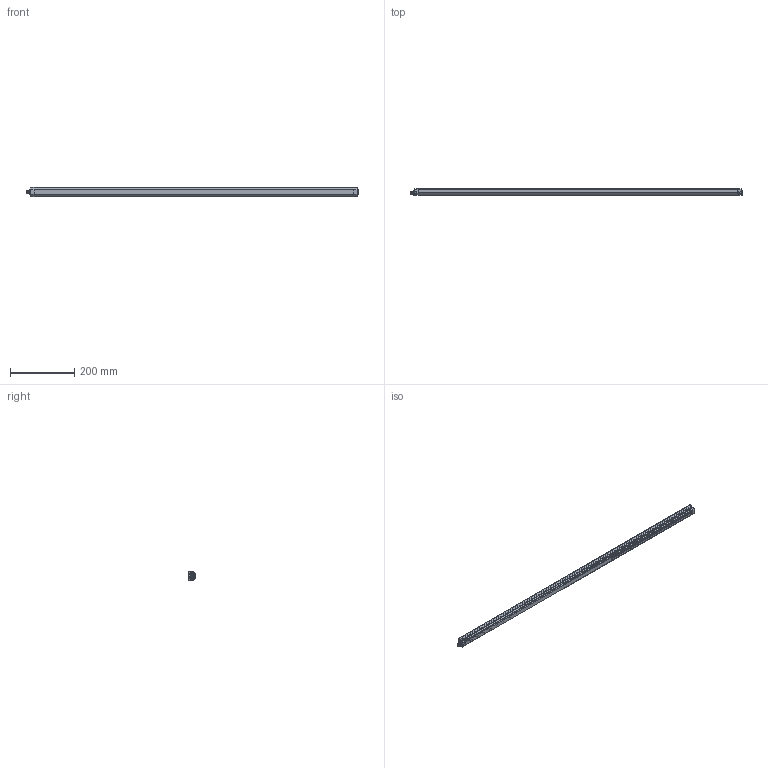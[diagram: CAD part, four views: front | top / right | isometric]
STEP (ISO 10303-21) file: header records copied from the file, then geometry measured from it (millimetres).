
FILE_DESCRIPTION((''),'2;1');
FILE_NAME('157909_SW','2012-12-12T',('banengservice'),('BANNER ENGINEERING'),'PRO/ENGINEER BY PARAMETRIC TECHNOLOGY CORPORATION, 2009141','PRO/ENGINEER BY PARAMETRIC TECHNOLOGY CORPORATION, 2009141','');
FILE_SCHEMA(('CONFIG_CONTROL_DESIGN'));
Length unit declared in the file: inch
Products named in the file (1): 157909_SW
Bounding box: 1031 x 21.01 x 28 mm (x, y, z)
Volume: 226472 mm3; surface area: 255395.4 mm2
Topology: 1 solids, 1 shells, 638 faces, 1571 edges, 943 vertices
Faces by surface type: cylinder 197, plane 183, cone 113, bspline 70, torus 55, sphere 18, extrusion 2
Entity records: 25933 total; most frequent: CARTESIAN_POINT 11002, DIRECTION 3200, ORIENTED_EDGE 3126, EDGE_CURVE 1563, AXIS2_PLACEMENT_3D 1258, VERTEX_POINT 943, CIRCLE 692, VECTOR 684
